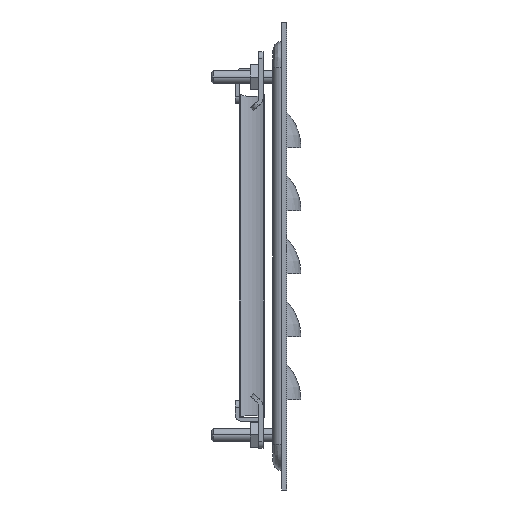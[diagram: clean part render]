
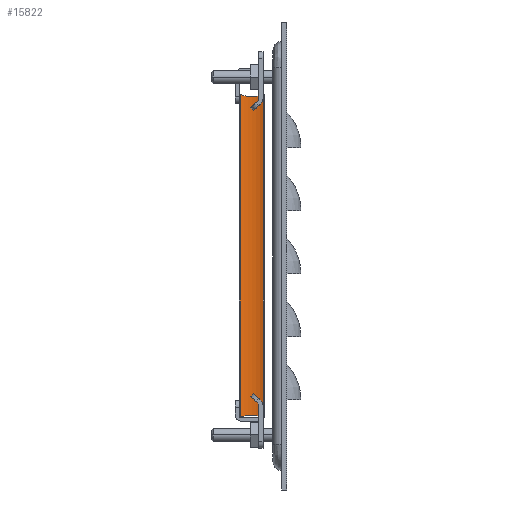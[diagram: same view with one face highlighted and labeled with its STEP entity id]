
A CAD part, left-side view. The second image highlights one B-rep face of the part: STEP entity #15822.
In plain terms, the highlighted cylindrical face has radius 11.906 mm (diameter 23.812 mm), a partial arc.
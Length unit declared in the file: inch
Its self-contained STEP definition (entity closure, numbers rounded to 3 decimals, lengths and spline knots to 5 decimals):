
#66 = EDGE_CURVE ( 'NONE', #726, #13821, #1263, .T. ) ;
#694 = CARTESIAN_POINT ( 'NONE',  ( -3.95955, 0.55445, -2.23955 ) ) ;
#726 = VERTEX_POINT ( 'NONE', #15157 ) ;
#942 = CARTESIAN_POINT ( 'NONE',  ( -4.43875, 0.497, -2.28 ) ) ;
#1263 = LINE ( 'NONE', #12838, #5476 ) ;
#1361 = EDGE_CURVE ( 'NONE', #16247, #16393, #10554, .T. ) ;
#1384 = CARTESIAN_POINT ( 'NONE',  ( -4., 0.662, -2.28 ) ) ;
#2891 =( BOUNDED_CURVE ( )  B_SPLINE_CURVE ( 3, ( #10691, #11928, #694, #4417 ),
 .UNSPECIFIED., .F., .T. ) 
 B_SPLINE_CURVE_WITH_KNOTS ( ( 4, 4 ),
 ( 2.78189, 3.5013 ),
 .UNSPECIFIED. ) 
 CURVE ( )  GEOMETRIC_REPRESENTATION_ITEM ( )  RATIONAL_B_SPLINE_CURVE ( ( 1., 0.957, 0.957, 1. ) ) 
 REPRESENTATION_ITEM ( '' )  );
#3176 = AXIS2_PLACEMENT_3D ( 'NONE', #942, #7413, #7489 ) ;
#3414 = CARTESIAN_POINT ( 'NONE',  ( -3.95955, 0.43955, 2.24205 ) ) ;
#3496 = CARTESIAN_POINT ( 'NONE',  ( -4., 0.332, 2.2825 ) ) ;
#3879 = VECTOR ( 'NONE', #14427, 39.37008 ) ;
#4045 = ORIENTED_EDGE ( 'NONE', *, *, #66, .F. ) ;
#4083 =( BOUNDED_CURVE ( )  B_SPLINE_CURVE ( 3, ( #3496, #3414, #10957, #8602 ),
 .UNSPECIFIED., .F., .F. ) 
 B_SPLINE_CURVE_WITH_KNOTS ( ( 4, 4 ),
 ( 2.78189, 3.5013 ),
 .UNSPECIFIED. ) 
 CURVE ( )  GEOMETRIC_REPRESENTATION_ITEM ( )  RATIONAL_B_SPLINE_CURVE ( ( 1., 0.957, 0.957, 1. ) ) 
 REPRESENTATION_ITEM ( '' )  );
#4417 = CARTESIAN_POINT ( 'NONE',  ( -4., 0.662, -2.28 ) ) ;
#4489 = ORIENTED_EDGE ( 'NONE', *, *, #1361, .T. ) ;
#5011 = EDGE_CURVE ( 'NONE', #726, #16247, #4083, .T. ) ;
#5220 = ORIENTED_EDGE ( 'NONE', *, *, #6212, .F. ) ;
#5476 = VECTOR ( 'NONE', #13938, 39.37008 ) ;
#6092 = ORIENTED_EDGE ( 'NONE', *, *, #5011, .T. ) ;
#6212 = EDGE_CURVE ( 'NONE', #13821, #16393, #2891, .T. ) ;
#7413 = DIRECTION ( 'NONE',  ( 0., 0., 1. ) ) ;
#7489 = DIRECTION ( 'NONE',  ( -1., 0., 0. ) ) ;
#7986 = CARTESIAN_POINT ( 'NONE',  ( -4., 0.662, 2.2825 ) ) ;
#8602 = CARTESIAN_POINT ( 'NONE',  ( -4., 0.662, 2.2825 ) ) ;
#8725 = EDGE_LOOP ( 'NONE', ( #5220, #4045, #6092, #4489 ) ) ;
#10554 = LINE ( 'NONE', #12817, #3879 ) ;
#10691 = CARTESIAN_POINT ( 'NONE',  ( -4., 0.332, -2.28 ) ) ;
#10890 = CARTESIAN_POINT ( 'NONE',  ( -4., 0.332, -2.28 ) ) ;
#10957 = CARTESIAN_POINT ( 'NONE',  ( -3.95955, 0.55445, 2.24205 ) ) ;
#11270 = CYLINDRICAL_SURFACE ( 'NONE', #3176, 0.46875 ) ;
#11928 = CARTESIAN_POINT ( 'NONE',  ( -3.95955, 0.43955, -2.23955 ) ) ;
#12817 = CARTESIAN_POINT ( 'NONE',  ( -4., 0.662, -2.28 ) ) ;
#12838 = CARTESIAN_POINT ( 'NONE',  ( -4., 0.332, -2.28 ) ) ;
#13821 = VERTEX_POINT ( 'NONE', #10890 ) ;
#13938 = DIRECTION ( 'NONE',  ( 0., 0., -1. ) ) ;
#14427 = DIRECTION ( 'NONE',  ( 0., 0., -1. ) ) ;
#15157 = CARTESIAN_POINT ( 'NONE',  ( -4., 0.332, 2.2825 ) ) ;
#15822 = ADVANCED_FACE ( 'NONE', ( #16399 ), #11270, .F. ) ;
#16247 = VERTEX_POINT ( 'NONE', #7986 ) ;
#16393 = VERTEX_POINT ( 'NONE', #1384 ) ;
#16399 = FACE_OUTER_BOUND ( 'NONE', #8725, .T. ) ;
